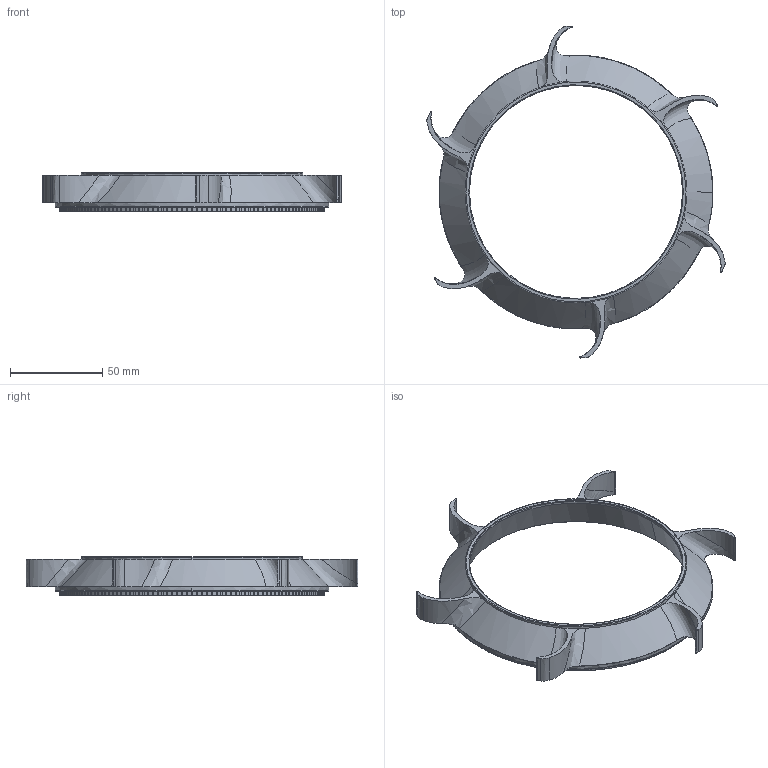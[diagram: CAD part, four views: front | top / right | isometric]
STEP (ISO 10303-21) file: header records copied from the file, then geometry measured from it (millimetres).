
FILE_DESCRIPTION (( 'STEP AP214' ), '1' );
FILE_NAME ('Ðý×ª¼þ.STEP', '2023-07-06T04:30:30', ( '' ), ( '' ), 'SwSTEP 2.0', 'SolidWorks 2023', '' );
FILE_SCHEMA (( 'AUTOMOTIVE_DESIGN' ));
Length unit declared in the file: millimetre
Products named in the file (1): 旋转件
Bounding box: 161.61 x 179.93 x 21.08 mm (x, y, z)
Volume: 56838.9 mm3; surface area: 33299.8 mm2
Topology: 2 solids, 2 shells, 773 faces, 2263 edges, 1495 vertices
Faces by surface type: cylinder 691, bspline 50, plane 23, cone 9
Entity records: 34068 total; most frequent: CARTESIAN_POINT 12610, DIRECTION 4950, ORIENTED_EDGE 4526, EDGE_CURVE 2263, AXIS2_PLACEMENT_3D 2131, VERTEX_POINT 1495, CIRCLE 1407, EDGE_LOOP 778
